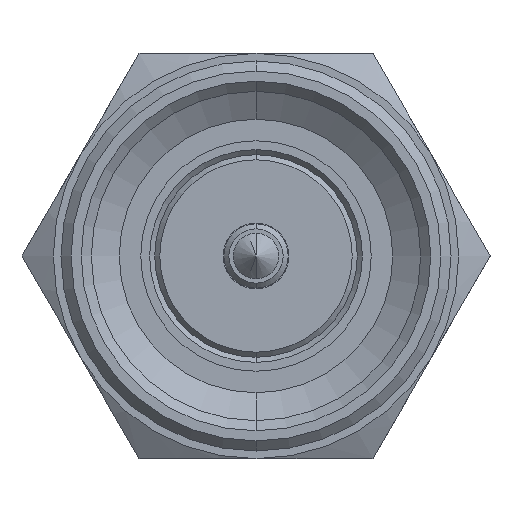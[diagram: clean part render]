
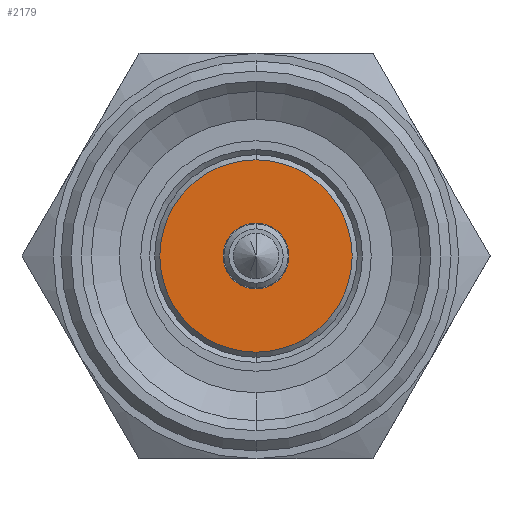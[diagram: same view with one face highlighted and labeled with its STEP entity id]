
A CAD part, left-side view. The second image highlights one B-rep face of the part: STEP entity #2179.
In plain terms, the highlighted planar face has unit normal (-1, 0, 0).
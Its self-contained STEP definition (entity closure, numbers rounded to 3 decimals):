
#153 = FACE_BOUND ( 'NONE', #742, .T. ) ;
#361 = DIRECTION ( 'NONE',  ( 1., 0., 0. ) ) ;
#378 = DIRECTION ( 'NONE',  ( 0., 0., -1. ) ) ;
#391 = AXIS2_PLACEMENT_3D ( 'NONE', #2850, #4298, #378 ) ;
#742 = EDGE_LOOP ( 'NONE', ( #1818, #3451 ) ) ;
#848 = CARTESIAN_POINT ( 'NONE',  ( -8.2, 0., 1.9 ) ) ;
#907 = ORIENTED_EDGE ( 'NONE', *, *, #3005, .F. ) ;
#1058 = EDGE_CURVE ( 'NONE', #2244, #1508, #1359, .T. ) ;
#1090 = EDGE_CURVE ( 'NONE', #1314, #2820, #2185, .T. ) ;
#1314 = VERTEX_POINT ( 'NONE', #2166 ) ;
#1359 = CIRCLE ( 'NONE', #2695, 1.9 ) ;
#1411 = CARTESIAN_POINT ( 'NONE',  ( -8.2, 0., 0. ) ) ;
#1508 = VERTEX_POINT ( 'NONE', #848 ) ;
#1510 = EDGE_LOOP ( 'NONE', ( #2717, #907 ) ) ;
#1631 = CARTESIAN_POINT ( 'NONE',  ( -8.2, 0., -0.65 ) ) ;
#1736 = PLANE ( 'NONE',  #2241 ) ;
#1769 = CARTESIAN_POINT ( 'NONE',  ( -8.2, 0., 0. ) ) ;
#1818 = ORIENTED_EDGE ( 'NONE', *, *, #2517, .T. ) ;
#2061 = FACE_OUTER_BOUND ( 'NONE', #1510, .T. ) ;
#2166 = CARTESIAN_POINT ( 'NONE',  ( -8.2, 0., 0.65 ) ) ;
#2179 = ADVANCED_FACE ( 'NONE', ( #153, #2061 ), #1736, .T. ) ;
#2185 = CIRCLE ( 'NONE', #3400, 0.65 ) ;
#2241 = AXIS2_PLACEMENT_3D ( 'NONE', #2916, #3251, #3299 ) ;
#2244 = VERTEX_POINT ( 'NONE', #2600 ) ;
#2274 = CIRCLE ( 'NONE', #2680, 1.9 ) ;
#2514 = CIRCLE ( 'NONE', #391, 0.65 ) ;
#2517 = EDGE_CURVE ( 'NONE', #2820, #1314, #2514, .T. ) ;
#2563 = CARTESIAN_POINT ( 'NONE',  ( -8.2, 0., 0. ) ) ;
#2597 = DIRECTION ( 'NONE',  ( 0., 0., -1. ) ) ;
#2600 = CARTESIAN_POINT ( 'NONE',  ( -8.2, 0., -1.9 ) ) ;
#2661 = DIRECTION ( 'NONE',  ( 0., 0., -1. ) ) ;
#2680 = AXIS2_PLACEMENT_3D ( 'NONE', #1769, #2928, #2597 ) ;
#2695 = AXIS2_PLACEMENT_3D ( 'NONE', #2563, #3905, #2661 ) ;
#2717 = ORIENTED_EDGE ( 'NONE', *, *, #1058, .F. ) ;
#2820 = VERTEX_POINT ( 'NONE', #1631 ) ;
#2850 = CARTESIAN_POINT ( 'NONE',  ( -8.2, 0., 0. ) ) ;
#2916 = CARTESIAN_POINT ( 'NONE',  ( -8.2, 0., 0. ) ) ;
#2928 = DIRECTION ( 'NONE',  ( 1., 0., 0. ) ) ;
#3005 = EDGE_CURVE ( 'NONE', #1508, #2244, #2274, .T. ) ;
#3251 = DIRECTION ( 'NONE',  ( -1., 0., 0. ) ) ;
#3299 = DIRECTION ( 'NONE',  ( 0., 0., 1. ) ) ;
#3400 = AXIS2_PLACEMENT_3D ( 'NONE', #1411, #361, #3943 ) ;
#3451 = ORIENTED_EDGE ( 'NONE', *, *, #1090, .T. ) ;
#3905 = DIRECTION ( 'NONE',  ( 1., 0., 0. ) ) ;
#3943 = DIRECTION ( 'NONE',  ( 0., 0., -1. ) ) ;
#4298 = DIRECTION ( 'NONE',  ( 1., 0., 0. ) ) ;
